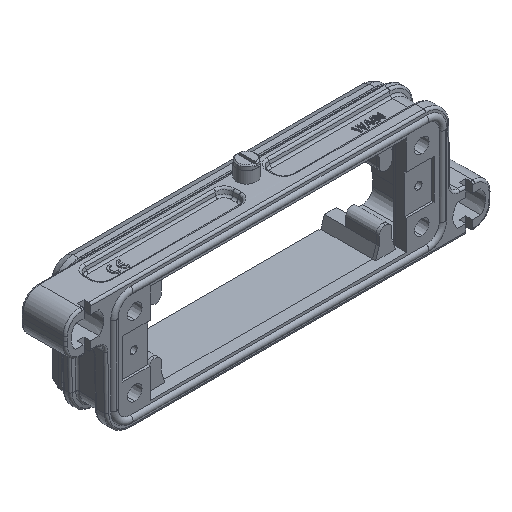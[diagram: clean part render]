
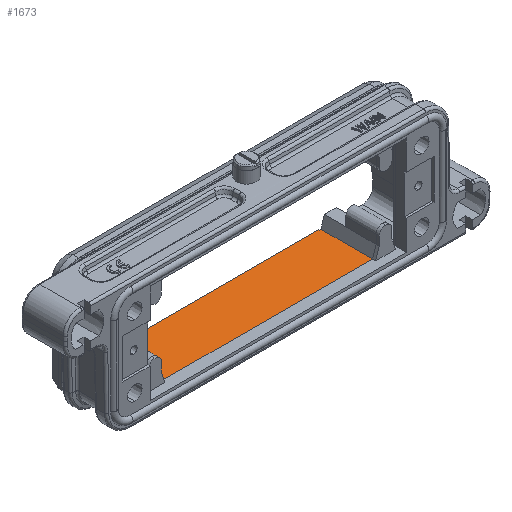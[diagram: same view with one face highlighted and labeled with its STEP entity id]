
A CAD part, isometric view. The second image highlights one B-rep face of the part: STEP entity #1673.
In plain terms, the highlighted planar face has unit normal (0, 0.008, 1).
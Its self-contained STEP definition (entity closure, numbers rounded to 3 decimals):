
#1180=PLANE('',#12996);
#1673=ADVANCED_FACE('',(#2446),#1180,.T.);
#2446=FACE_OUTER_BOUND('',#3139,.T.);
#3139=EDGE_LOOP('',(#7314,#7315,#7316,#7317,#7318,#7319,#7320,#7321));
#5109=B_SPLINE_CURVE_WITH_KNOTS('',3,(#19513,#19514,#19515,#19516),
 .UNSPECIFIED.,.F.,.F.,(4,4),(0.,1.),.UNSPECIFIED.);
#5190=B_SPLINE_CURVE_WITH_KNOTS('',3,(#20062,#20063,#20064,#20065),
 .UNSPECIFIED.,.F.,.F.,(4,4),(0.,1.),.UNSPECIFIED.);
#5212=B_SPLINE_CURVE_WITH_KNOTS('',3,(#20212,#20213,#20214,#20215),
 .UNSPECIFIED.,.F.,.F.,(4,4),(0.,1.),.UNSPECIFIED.);
#5239=B_SPLINE_CURVE_WITH_KNOTS('',3,(#20624,#20625,#20626,#20627),
 .UNSPECIFIED.,.F.,.F.,(4,4),(0.,1.),.UNSPECIFIED.);
#5244=B_SPLINE_CURVE_WITH_KNOTS('',3,(#20652,#20653,#20654,#20655),
 .UNSPECIFIED.,.F.,.F.,(4,4),(0.,1.),.UNSPECIFIED.);
#5248=B_SPLINE_CURVE_WITH_KNOTS('',3,(#20722,#20723,#20724,#20725),
 .UNSPECIFIED.,.F.,.F.,(4,4),(0.,1.),.UNSPECIFIED.);
#5249=B_SPLINE_CURVE_WITH_KNOTS('',3,(#20726,#20727,#20728,#20729),
 .UNSPECIFIED.,.F.,.F.,(4,4),(0.,1.),.UNSPECIFIED.);
#5250=B_SPLINE_CURVE_WITH_KNOTS('',3,(#20730,#20731,#20732,#20733),
 .UNSPECIFIED.,.F.,.F.,(4,4),(0.,1.),.UNSPECIFIED.);
#7314=ORIENTED_EDGE('',*,*,#11254,.F.);
#7315=ORIENTED_EDGE('',*,*,#11089,.F.);
#7316=ORIENTED_EDGE('',*,*,#11282,.F.);
#7317=ORIENTED_EDGE('',*,*,#11048,.F.);
#7318=ORIENTED_EDGE('',*,*,#11283,.F.);
#7319=ORIENTED_EDGE('',*,*,#10905,.T.);
#7320=ORIENTED_EDGE('',*,*,#11284,.F.);
#7321=ORIENTED_EDGE('',*,*,#11248,.T.);
#9557=VERTEX_POINT('',#19512);
#9558=VERTEX_POINT('',#19517);
#9654=VERTEX_POINT('',#20061);
#9655=VERTEX_POINT('',#20066);
#9683=VERTEX_POINT('',#20211);
#9684=VERTEX_POINT('',#20216);
#9790=VERTEX_POINT('',#20622);
#9792=VERTEX_POINT('',#20628);
#10905=EDGE_CURVE('',#9558,#9557,#5109,.T.);
#11048=EDGE_CURVE('',#9654,#9655,#5190,.T.);
#11089=EDGE_CURVE('',#9683,#9684,#5212,.T.);
#11248=EDGE_CURVE('',#9792,#9790,#5239,.T.);
#11254=EDGE_CURVE('',#9684,#9790,#5244,.T.);
#11282=EDGE_CURVE('',#9655,#9683,#5248,.T.);
#11283=EDGE_CURVE('',#9558,#9654,#5249,.T.);
#11284=EDGE_CURVE('',#9792,#9557,#5250,.T.);
#12996=AXIS2_PLACEMENT_3D('',#20734,#15002,#15003);
#15002=DIRECTION('',(0.,0.008,1.));
#15003=DIRECTION('',(0.,-1.,0.008));
#19512=CARTESIAN_POINT('',(-47.22,15.042,-22.597));
#19513=CARTESIAN_POINT('',(47.232,15.042,-22.597));
#19514=CARTESIAN_POINT('',(15.748,15.042,-22.597));
#19515=CARTESIAN_POINT('',(-15.736,15.042,-22.597));
#19516=CARTESIAN_POINT('',(-47.22,15.042,-22.597));
#19517=CARTESIAN_POINT('',(47.232,15.042,-22.597));
#20061=CARTESIAN_POINT('',(47.232,14.742,-22.594));
#20062=CARTESIAN_POINT('',(47.232,14.742,-22.594));
#20063=CARTESIAN_POINT('',(47.446,14.742,-22.594));
#20064=CARTESIAN_POINT('',(47.661,14.742,-22.594));
#20065=CARTESIAN_POINT('',(47.875,14.742,-22.594));
#20066=CARTESIAN_POINT('',(47.875,14.742,-22.594));
#20211=CARTESIAN_POINT('',(47.727,-8.858,-22.407));
#20212=CARTESIAN_POINT('',(47.727,-8.858,-22.408));
#20213=CARTESIAN_POINT('',(15.913,-8.858,-22.408));
#20214=CARTESIAN_POINT('',(-15.901,-8.858,-22.408));
#20215=CARTESIAN_POINT('',(-47.716,-8.858,-22.408));
#20216=CARTESIAN_POINT('',(-47.715,-8.858,-22.407));
#20622=CARTESIAN_POINT('',(-47.864,14.742,-22.594));
#20624=CARTESIAN_POINT('',(-47.22,14.742,-22.594));
#20625=CARTESIAN_POINT('',(-47.434,14.742,-22.594));
#20626=CARTESIAN_POINT('',(-47.649,14.742,-22.594));
#20627=CARTESIAN_POINT('',(-47.864,14.742,-22.594));
#20628=CARTESIAN_POINT('',(-47.22,14.742,-22.594));
#20652=CARTESIAN_POINT('',(-47.714,-8.858,-22.407));
#20653=CARTESIAN_POINT('',(-47.764,-0.992,-22.469));
#20654=CARTESIAN_POINT('',(-47.814,6.875,-22.532));
#20655=CARTESIAN_POINT('',(-47.864,14.742,-22.594));
#20722=CARTESIAN_POINT('',(47.875,14.742,-22.594));
#20723=CARTESIAN_POINT('',(47.826,6.875,-22.532));
#20724=CARTESIAN_POINT('',(47.776,-0.992,-22.469));
#20725=CARTESIAN_POINT('',(47.726,-8.858,-22.407));
#20726=CARTESIAN_POINT('',(47.232,15.042,-22.596));
#20727=CARTESIAN_POINT('',(47.232,14.942,-22.596));
#20728=CARTESIAN_POINT('',(47.232,14.842,-22.595));
#20729=CARTESIAN_POINT('',(47.231,14.742,-22.594));
#20730=CARTESIAN_POINT('',(-47.22,14.742,-22.594));
#20731=CARTESIAN_POINT('',(-47.22,14.842,-22.595));
#20732=CARTESIAN_POINT('',(-47.22,14.942,-22.596));
#20733=CARTESIAN_POINT('',(-47.221,15.042,-22.596));
#20734=CARTESIAN_POINT('',(-66.994,-8.858,-22.408));
